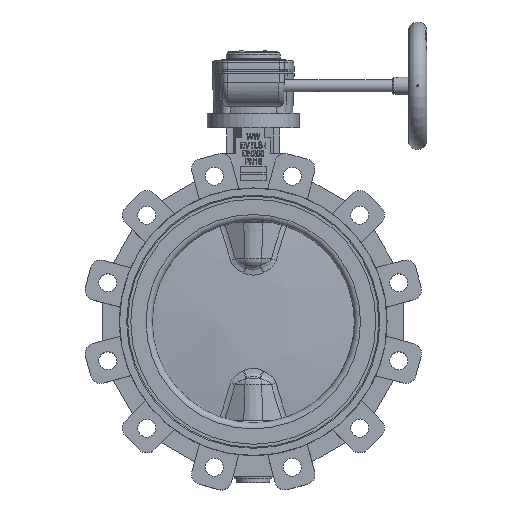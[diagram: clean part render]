
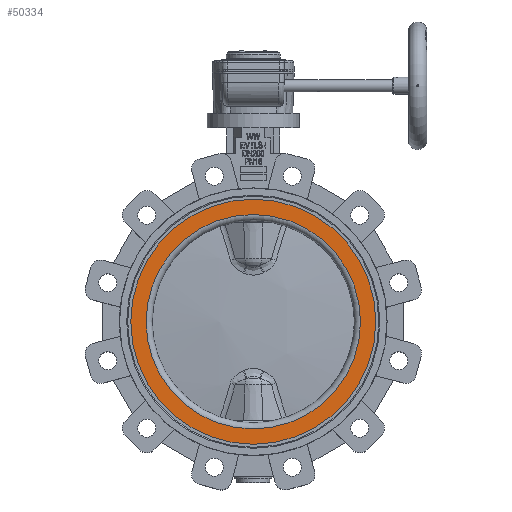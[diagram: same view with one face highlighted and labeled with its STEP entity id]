
A CAD part, top view. The second image highlights one B-rep face of the part: STEP entity #50334.
In plain terms, the highlighted planar face has unit normal (0, 0, 1).
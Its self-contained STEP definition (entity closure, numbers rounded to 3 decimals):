
#1955=PLANE('',#55202);
#2416=FACE_BOUND('',#17068,.T.);
#4353=CIRCLE('',#55101,105.);
#4354=CIRCLE('',#55103,120.);
#14105=FACE_OUTER_BOUND('',#17067,.T.);
#17067=EDGE_LOOP('',(#43406));
#17068=EDGE_LOOP('',(#43407));
#22924=VERTEX_POINT('',#176360);
#22925=VERTEX_POINT('',#176364);
#29752=EDGE_CURVE('',#22924,#22924,#4353,.T.);
#29753=EDGE_CURVE('',#22925,#22925,#4354,.T.);
#43406=ORIENTED_EDGE('',*,*,#29753,.T.);
#43407=ORIENTED_EDGE('',*,*,#29752,.F.);
#50334=ADVANCED_FACE('',(#14105,#2416),#1955,.F.);
#55101=AXIS2_PLACEMENT_3D('',#176362,#66652,#66653);
#55103=AXIS2_PLACEMENT_3D('',#176365,#66656,#66657);
#55202=AXIS2_PLACEMENT_3D('',#177978,#67128,#67129);
#66652=DIRECTION('center_axis',(0.,0.,1.));
#66653=DIRECTION('ref_axis',(1.,0.,0.));
#66656=DIRECTION('center_axis',(0.,0.,1.));
#66657=DIRECTION('ref_axis',(1.,0.,0.));
#67128=DIRECTION('center_axis',(0.,0.,-1.));
#67129=DIRECTION('ref_axis',(-1.,0.,0.));
#176360=CARTESIAN_POINT('',(-105.,0.,31.));
#176362=CARTESIAN_POINT('Origin',(0.,0.,31.));
#176364=CARTESIAN_POINT('',(-120.,0.,31.));
#176365=CARTESIAN_POINT('Origin',(0.,0.,31.));
#177978=CARTESIAN_POINT('Origin',(0.,105.,31.));
